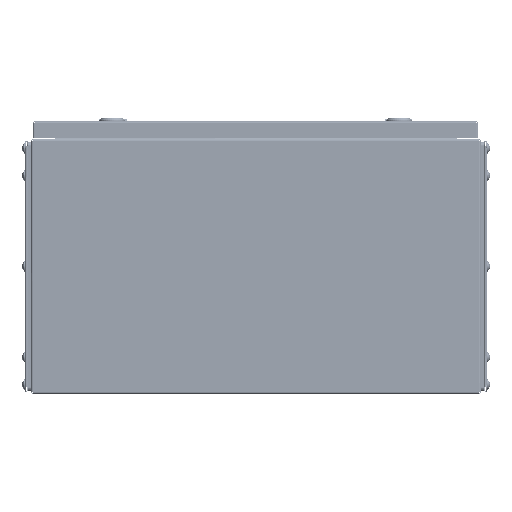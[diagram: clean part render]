
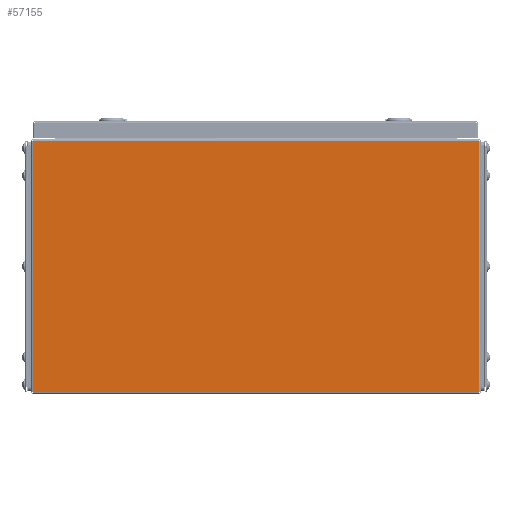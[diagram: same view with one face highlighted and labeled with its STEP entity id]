
A CAD part, left-side view. The second image highlights one B-rep face of the part: STEP entity #57155.
In plain terms, the highlighted planar face has unit normal (-1, 0, 0).
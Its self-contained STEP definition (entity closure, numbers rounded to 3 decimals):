
#1021 = VECTOR ( 'NONE', #44581, 1000. ) ;
#2882 = EDGE_CURVE ( 'NONE', #61751, #51279, #86402, .T. ) ;
#3963 = DIRECTION ( 'NONE',  ( 0., 1., 0. ) ) ;
#6553 = VERTEX_POINT ( 'NONE', #18155 ) ;
#9651 = EDGE_LOOP ( 'NONE', ( #39291, #38573, #66322, #27757 ) ) ;
#14077 = VERTEX_POINT ( 'NONE', #83908 ) ;
#15185 = VECTOR ( 'NONE', #3963, 1000. ) ;
#15591 = AXIS2_PLACEMENT_3D ( 'NONE', #39666, #31269, #86371 ) ;
#17898 = CARTESIAN_POINT ( 'NONE',  ( -200., 245.5, 277.5 ) ) ;
#18155 = CARTESIAN_POINT ( 'NONE',  ( -200., -245.5, 1. ) ) ;
#18895 = CARTESIAN_POINT ( 'NONE',  ( -200., 245.5, 0. ) ) ;
#27757 = ORIENTED_EDGE ( 'NONE', *, *, #28723, .T. ) ;
#28268 = LINE ( 'NONE', #61356, #76988 ) ;
#28723 = EDGE_CURVE ( 'NONE', #6553, #14077, #28268, .T. ) ;
#31269 = DIRECTION ( 'NONE',  ( 1., 0., 0. ) ) ;
#32580 = FACE_OUTER_BOUND ( 'NONE', #9651, .T. ) ;
#36802 = VECTOR ( 'NONE', #73585, 1000. ) ;
#38573 = ORIENTED_EDGE ( 'NONE', *, *, #2882, .T. ) ;
#39291 = ORIENTED_EDGE ( 'NONE', *, *, #73620, .T. ) ;
#39666 = CARTESIAN_POINT ( 'NONE',  ( -200., 0., 0. ) ) ;
#44581 = DIRECTION ( 'NONE',  ( 0., 1., 0. ) ) ;
#46454 = CARTESIAN_POINT ( 'NONE',  ( -200., -245.5, 277.5 ) ) ;
#49554 = EDGE_CURVE ( 'NONE', #6553, #51279, #50738, .T. ) ;
#50738 = LINE ( 'NONE', #72284, #1021 ) ;
#51279 = VERTEX_POINT ( 'NONE', #71689 ) ;
#57155 = ADVANCED_FACE ( 'NONE', ( #32580 ), #73123, .F. ) ;
#61356 = CARTESIAN_POINT ( 'NONE',  ( -200., -245.5, 0. ) ) ;
#61751 = VERTEX_POINT ( 'NONE', #17898 ) ;
#66322 = ORIENTED_EDGE ( 'NONE', *, *, #49554, .F. ) ;
#71689 = CARTESIAN_POINT ( 'NONE',  ( -200., 245.5, 1. ) ) ;
#72284 = CARTESIAN_POINT ( 'NONE',  ( -200., 245.5, 1. ) ) ;
#73123 = PLANE ( 'NONE',  #15591 ) ;
#73585 = DIRECTION ( 'NONE',  ( 0., 0., -1. ) ) ;
#73620 = EDGE_CURVE ( 'NONE', #14077, #61751, #78611, .T. ) ;
#76988 = VECTOR ( 'NONE', #82065, 1000. ) ;
#78611 = LINE ( 'NONE', #46454, #15185 ) ;
#82065 = DIRECTION ( 'NONE',  ( 0., 0., 1. ) ) ;
#83908 = CARTESIAN_POINT ( 'NONE',  ( -200., -245.5, 277.5 ) ) ;
#86371 = DIRECTION ( 'NONE',  ( 0., 0., -1. ) ) ;
#86402 = LINE ( 'NONE', #18895, #36802 ) ;
